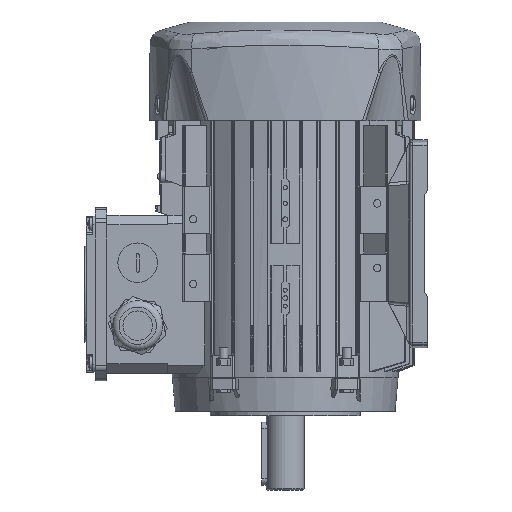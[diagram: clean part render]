
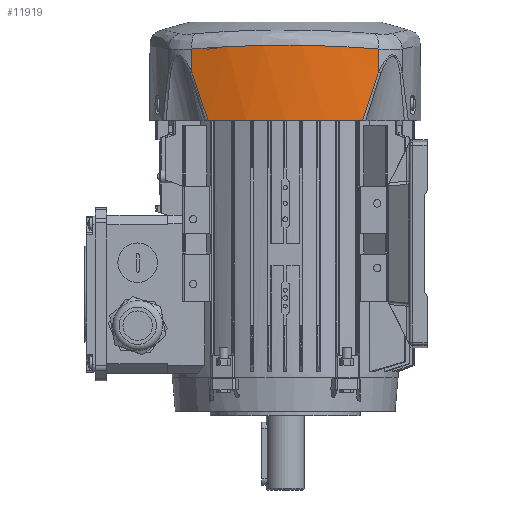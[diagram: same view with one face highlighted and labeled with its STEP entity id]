
A CAD part, left-side view. The second image highlights one B-rep face of the part: STEP entity #11919.
In plain terms, the highlighted cylindrical face has radius 153 mm (diameter 306 mm), a partial arc.
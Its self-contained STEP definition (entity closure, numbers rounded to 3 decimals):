
#1281=B_SPLINE_CURVE_WITH_KNOTS('',3,(#116504,#116505,#116506,#116507,#116508,
#116509,#116510,#116511,#116512,#116513,#116514,#116515,#116516,#116517,
#116518,#116519,#116520,#116521,#116522,#116523,#116524,#116525,#116526,
#116527,#116528),.UNSPECIFIED.,.F.,.F.,(4,2,2,2,2,2,2,2,2,1,2,2,4),(0.,0.125,
0.187,0.219,0.234,0.25,
0.5,0.625,0.688,0.719,0.734,0.75,1.),.UNSPECIFIED.);
#1300=B_SPLINE_CURVE_WITH_KNOTS('',3,(#117552,#117553,#117554,#117555,#117556,
#117557,#117558,#117559,#117560,#117561,#117562,#117563,#117564,#117565,
#117566),.UNSPECIFIED.,.F.,.F.,(4,1,2,2,1,1,2,2,4),(0.,0.125,
0.187,0.25,0.375,0.437,
0.469,0.5,1.),.UNSPECIFIED.);
#1301=B_SPLINE_CURVE_WITH_KNOTS('',3,(#117597,#117598,#117599,#117600,#117601,
#117602,#117603,#117604,#117605,#117606,#117607,#117608,#117609,#117610,
#117611,#117612,#117613),.UNSPECIFIED.,.F.,.F.,(4,2,1,1,2,2,1,2,2,4),(0.,
0.25,0.375,0.437,0.469,
0.5,0.625,0.688,0.75,1.),.UNSPECIFIED.);
#2924=CYLINDRICAL_SURFACE('',#72226,153.);
#6847=CIRCLE('',#72225,153.);
#11919=ADVANCED_FACE('',(#17125),#2924,.T.);
#17125=FACE_OUTER_BOUND('',#21032,.T.);
#21032=EDGE_LOOP('',(#36582,#36583,#36584,#36585,#36586,#36587));
#36582=ORIENTED_EDGE('',*,*,#55142,.T.);
#36583=ORIENTED_EDGE('',*,*,#55143,.F.);
#36584=ORIENTED_EDGE('',*,*,#55141,.T.);
#36585=ORIENTED_EDGE('',*,*,#55132,.F.);
#36586=ORIENTED_EDGE('',*,*,#55094,.T.);
#36587=ORIENTED_EDGE('',*,*,#55144,.T.);
#46250=VERTEX_POINT('',#116474);
#46251=VERTEX_POINT('',#116503);
#46273=VERTEX_POINT('',#117350);
#46278=VERTEX_POINT('',#117551);
#46279=VERTEX_POINT('',#117614);
#46280=VERTEX_POINT('',#117615);
#55094=EDGE_CURVE('',#46250,#46251,#1281,.T.);
#55132=EDGE_CURVE('',#46250,#46273,#61486,.T.);
#55141=EDGE_CURVE('',#46278,#46273,#1300,.T.);
#55142=EDGE_CURVE('',#46279,#46280,#1301,.T.);
#55143=EDGE_CURVE('',#46278,#46280,#6847,.T.);
#55144=EDGE_CURVE('',#46251,#46279,#61487,.T.);
#61486=LINE('',#117351,#66428);
#61487=LINE('',#117617,#66429);
#66428=VECTOR('',#87538,1.);
#66429=VECTOR('',#87551,1.);
#72225=AXIS2_PLACEMENT_3D('',#117616,#87549,#87550);
#72226=AXIS2_PLACEMENT_3D('',#117618,#87552,#87553);
#87538=DIRECTION('',(0.,0.,-1.));
#87549=DIRECTION('',(0.,0.,-1.));
#87550=DIRECTION('',(-0.948,-0.32,0.));
#87551=DIRECTION('',(0.,0.,-1.));
#87552=DIRECTION('',(0.,0.,-1.));
#87553=DIRECTION('',(0.922,0.386,0.));
#116474=CARTESIAN_POINT('',(-74.12,-59.112,279.387));
#116503=CARTESIAN_POINT('',(-74.12,59.112,279.387));
#116504=CARTESIAN_POINT('',(-74.12,-59.112,279.387));
#116505=CARTESIAN_POINT('',(-76.176,-54.204,279.792));
#116506=CARTESIAN_POINT('',(-77.923,-49.312,280.146));
#116507=CARTESIAN_POINT('',(-80.127,-42.06,280.601));
#116508=CARTESIAN_POINT('',(-80.792,-39.657,280.74));
#116509=CARTESIAN_POINT('',(-81.69,-36.079,280.929));
#116510=CARTESIAN_POINT('',(-81.974,-34.89,280.989));
#116511=CARTESIAN_POINT('',(-82.374,-33.116,281.075));
#116512=CARTESIAN_POINT('',(-82.504,-32.525,281.102));
#116513=CARTESIAN_POINT('',(-82.756,-31.347,281.156));
#116514=CARTESIAN_POINT('',(-82.868,-30.805,281.18));
#116515=CARTESIAN_POINT('',(-85.03,-20.058,281.642));
#116516=CARTESIAN_POINT('',(-86.,-9.93,281.86));
#116517=CARTESIAN_POINT('',(-86.,4.965,281.86));
#116518=CARTESIAN_POINT('',(-85.758,9.979,281.806));
#116519=CARTESIAN_POINT('',(-85.013,17.535,281.642));
#116520=CARTESIAN_POINT('',(-84.701,20.06,281.574));
#116521=CARTESIAN_POINT('',(-84.135,23.851,281.452));
#116522=CARTESIAN_POINT('',(-83.828,25.747,281.386));
#116523=CARTESIAN_POINT('',(-83.483,27.644,281.312));
#116524=CARTESIAN_POINT('',(-83.245,28.909,281.261));
#116525=CARTESIAN_POINT('',(-83.113,29.587,281.232));
#116526=CARTESIAN_POINT('',(-81.108,39.555,280.803));
#116527=CARTESIAN_POINT('',(-78.232,49.295,280.197));
#116528=CARTESIAN_POINT('',(-74.12,59.112,279.387));
#117350=CARTESIAN_POINT('',(-74.12,-59.112,264.833));
#117351=CARTESIAN_POINT('',(-74.12,-59.112,279.387));
#117551=CARTESIAN_POINT('',(-77.978,-48.891,234.));
#117552=CARTESIAN_POINT('',(-77.978,-48.891,234.));
#117553=CARTESIAN_POINT('',(-77.857,-49.25,235.358));
#117554=CARTESIAN_POINT('',(-77.672,-49.792,237.358));
#117555=CARTESIAN_POINT('',(-77.482,-50.339,239.301));
#117556=CARTESIAN_POINT('',(-77.354,-50.704,240.585));
#117557=CARTESIAN_POINT('',(-77.294,-50.875,241.178));
#117558=CARTESIAN_POINT('',(-77.086,-51.463,243.191));
#117559=CARTESIAN_POINT('',(-76.873,-52.056,245.17));
#117560=CARTESIAN_POINT('',(-76.616,-52.758,247.418));
#117561=CARTESIAN_POINT('',(-76.504,-53.061,248.369));
#117562=CARTESIAN_POINT('',(-76.429,-53.264,248.999));
#117563=CARTESIAN_POINT('',(-76.397,-53.351,249.27));
#117564=CARTESIAN_POINT('',(-75.662,-55.32,255.324));
#117565=CARTESIAN_POINT('',(-74.919,-57.203,260.393));
#117566=CARTESIAN_POINT('',(-74.12,-59.112,264.833));
#117597=CARTESIAN_POINT('',(-74.12,59.112,264.833));
#117598=CARTESIAN_POINT('',(-74.519,58.158,262.613));
#117599=CARTESIAN_POINT('',(-74.905,57.21,260.236));
#117600=CARTESIAN_POINT('',(-75.463,55.798,256.434));
#117601=CARTESIAN_POINT('',(-75.737,55.095,254.474));
#117602=CARTESIAN_POINT('',(-76.048,54.279,252.084));
#117603=CARTESIAN_POINT('',(-76.18,53.931,251.038));
#117604=CARTESIAN_POINT('',(-76.267,53.698,250.336));
#117605=CARTESIAN_POINT('',(-76.316,53.568,249.938));
#117606=CARTESIAN_POINT('',(-76.505,53.06,248.376));
#117607=CARTESIAN_POINT('',(-76.728,52.456,246.467));
#117608=CARTESIAN_POINT('',(-76.943,51.86,244.505));
#117609=CARTESIAN_POINT('',(-77.085,51.464,243.186));
#117610=CARTESIAN_POINT('',(-77.16,51.255,242.478));
#117611=CARTESIAN_POINT('',(-77.485,50.337,239.333));
#117612=CARTESIAN_POINT('',(-77.736,49.61,236.717));
#117613=CARTESIAN_POINT('',(-77.978,48.891,234.));
#117614=CARTESIAN_POINT('',(-74.12,59.112,264.833));
#117615=CARTESIAN_POINT('',(-77.978,48.891,234.));
#117616=CARTESIAN_POINT('',(67.,0.,234.));
#117617=CARTESIAN_POINT('',(-74.12,59.112,279.387));
#117618=CARTESIAN_POINT('',(67.,0.,283.324));
